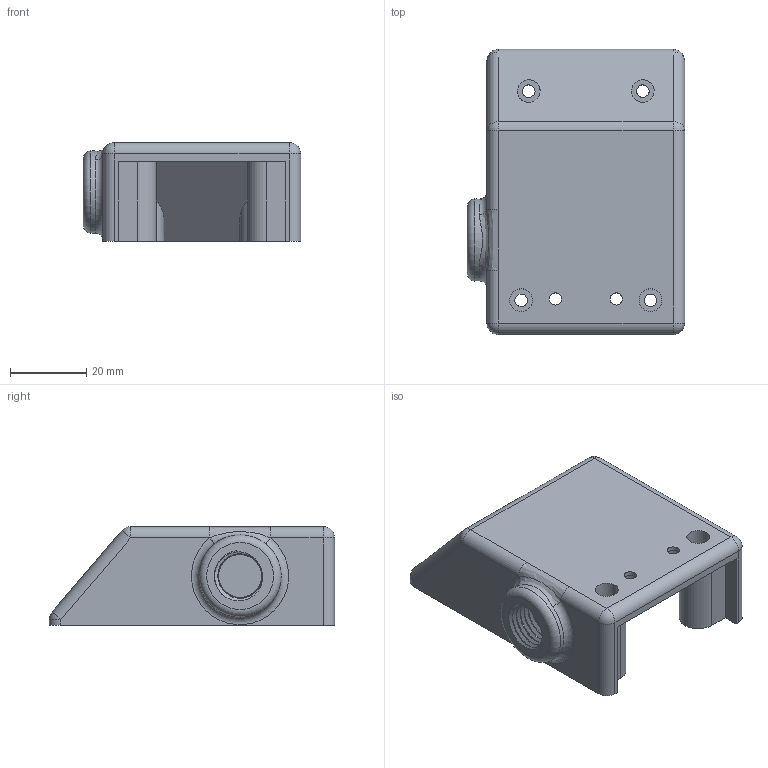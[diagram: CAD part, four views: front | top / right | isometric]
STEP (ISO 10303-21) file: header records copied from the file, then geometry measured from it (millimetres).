
FILE_DESCRIPTION(/* description */ (''),/* implementation_level */ '2;1');
FILE_NAME(/* name */ 'Step''s/1-Right Rear Idler Part 2 Direct Drive w runout sensor v3.step',/* time_stamp */ '2019-10-20T16:56:42-04:00',/* author */ (''),/* organization */ (''),/* preprocessor_version */ 'ST-DEVELOPER v18',/* originating_system */ 'Autodesk Translation Framework v8.6.0.1094',/* authorisation */ '');
FILE_SCHEMA (('AUTOMOTIVE_DESIGN { 1 0 10303 214 3 1 1 }'));
Length unit declared in the file: millimetre
Products named in the file (1): 1-Right Rear Idler Part 2 Direct Drive w runout sensor
Bounding box: 57.15 x 75 x 26 mm (x, y, z)
Volume: 37430.3 mm3; surface area: 17468.9 mm2
Topology: 1 solids, 1 shells, 84 faces, 216 edges, 140 vertices
Faces by surface type: cylinder 34, plane 28, cone 8, sphere 6, bspline 6, torus 2
Full cylindrical faces by diameter (mm): 3.2 x2, 3.3 x5, 5 x2, 6 x4, 21.576 x1
Entity records: 11847 total; most frequent: CARTESIAN_POINT 9724, DIRECTION 433, ORIENTED_EDGE 432, EDGE_CURVE 216, AXIS2_PLACEMENT_3D 167, VERTEX_POINT 140, EDGE_LOOP 104, LINE 99
